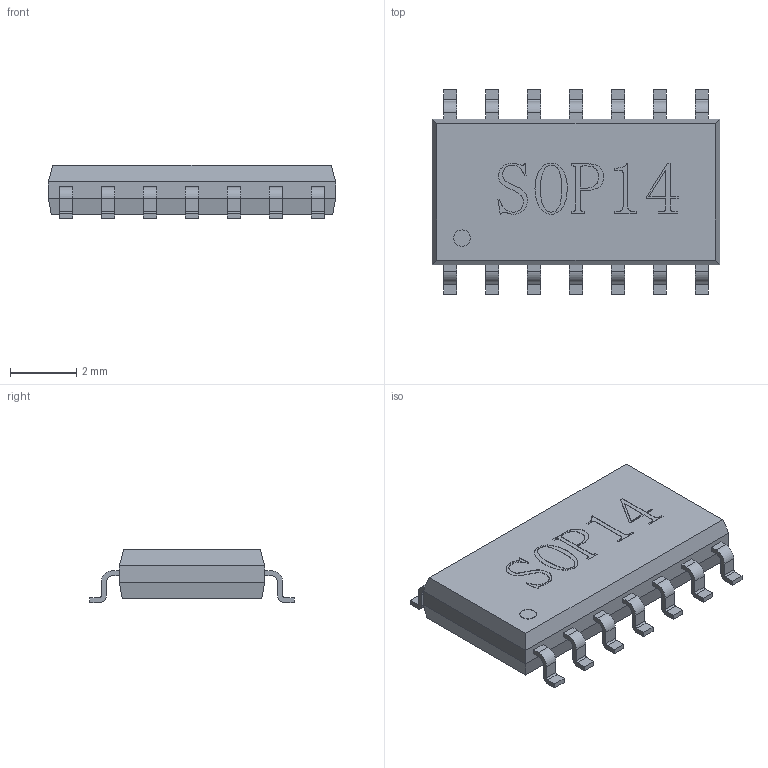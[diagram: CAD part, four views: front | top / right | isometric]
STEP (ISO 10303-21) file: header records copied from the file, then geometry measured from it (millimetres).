
FILE_DESCRIPTION (( 'STEP AP214' ), '1' );
FILE_NAME ('SOP14.STEP', '2008-08-01T14:14:13', ( 'j' ), ( '' ), 'SwSTEP 2.0', 'SolidWorks 2004231', '' );
FILE_SCHEMA (( 'AUTOMOTIVE_DESIGN' ));
Length unit declared in the file: millimetre
Products named in the file (1): SOP14
Bounding box: 8.7 x 6.2 x 1.61 mm (x, y, z)
Volume: 58.1 mm3; surface area: 152.4 mm2
Topology: 24 solids, 24 shells, 431 faces, 1114 edges, 740 vertices
Faces by surface type: plane 301, cylinder 94, bspline 36
Entity records: 16437 total; most frequent: CARTESIAN_POINT 5526, ORIENTED_EDGE 2228, DIRECTION 2022, EDGE_CURVE 1114, VECTOR 854, LINE 854, VERTEX_POINT 740, AXIS2_PLACEMENT_3D 584
